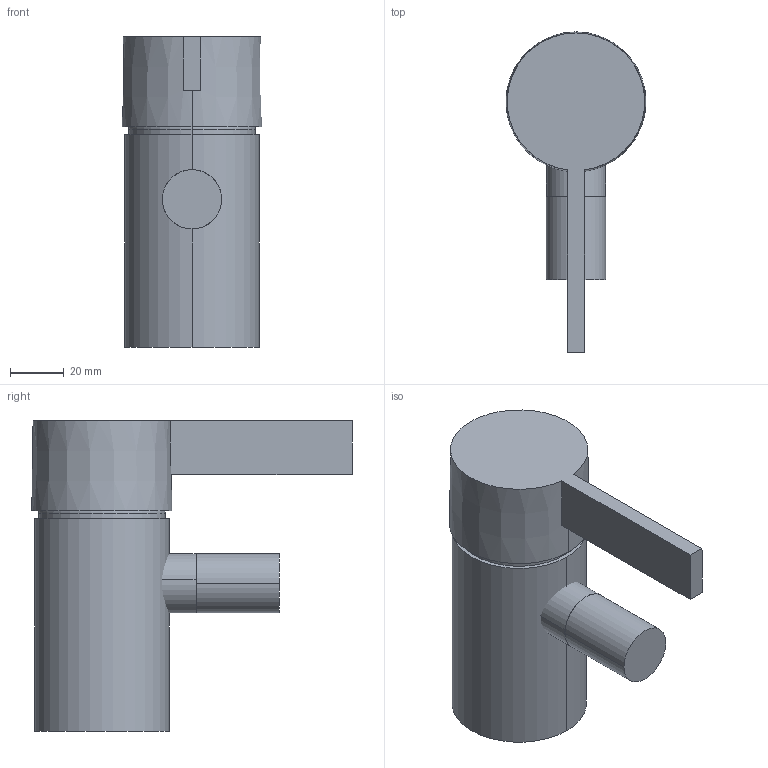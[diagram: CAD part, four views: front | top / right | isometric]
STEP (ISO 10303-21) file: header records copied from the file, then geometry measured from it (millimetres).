
FILE_DESCRIPTION (( 'STEP AP214' ), '1' );
FILE_NAME ('36050970.STEP', '2020-04-07T09:56:28', ( '' ), ( '' ), 'SwSTEP 2.0', 'SolidWorks 2017', '' );
FILE_SCHEMA (( 'AUTOMOTIVE_DESIGN' ));
Length unit declared in the file: millimetre
Products named in the file (5): Planungsmodell_Koerper-+-09.19.97.001-1_K3_D50x79; 36050970; Planungsmodell_Hebel-+-09.20.97.064-1; Planungsmodell_Rohr_gerade-+-28.568.780-10_ _K110_22x23; Planungsmodell_Rohr_gerade-+-28.568.780-10_ _K225_22x31
Assembly tree (4 placements, depth 2):
  36050970
    Planungsmodell_Koerper-+-09.19.97.001-1_K3_D50x79
    Planungsmodell_Rohr_gerade-+-28.568.780-10_ _K110_22x23
    Planungsmodell_Hebel-+-09.20.97.064-1
    Planungsmodell_Rohr_gerade-+-28.568.780-10_ _K225_22x31
Bounding box: 52 x 119 x 115.4 mm (x, y, z)
Volume: 274985 mm3; surface area: 35955.1 mm2
Topology: 4 solids, 4 shells, 26 faces, 48 edges, 31 vertices
Faces by surface type: plane 12, cylinder 8, sphere 2, torus 2, cone 2
Entity records: 988 total; most frequent: DIRECTION 140, CARTESIAN_POINT 118, ORIENTED_EDGE 96, AXIS2_PLACEMENT_3D 61, EDGE_CURVE 48, VERTEX_POINT 31, CIRCLE 28, EDGE_LOOP 27
